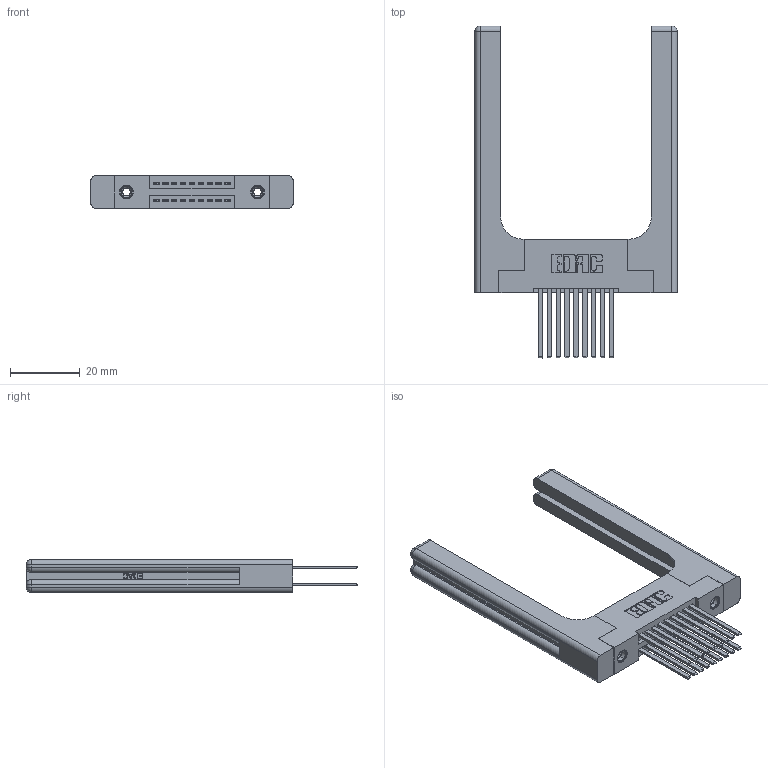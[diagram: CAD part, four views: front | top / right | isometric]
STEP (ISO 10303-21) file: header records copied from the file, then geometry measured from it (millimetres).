
FILE_DESCRIPTION (( 'STEP AP203' ), '1' );
FILE_NAME ('345-018-544-258.STEP', '2019-10-27T06:32:53', ( '' ), ( '' ), 'SwSTEP 2.0', 'SolidWorks 2016', '' );
FILE_SCHEMA (( 'CONFIG_CONTROL_DESIGN' ));
Length unit declared in the file: inch
Products named in the file (5): 345-250-001_345-250-001-102; 345 Part_Flush Mounting Lugs - 0.156 Dia-TH; 345-292-001_345-293-144; 345-220-058_345-220-058; 345-018-544-258
Assembly tree (23 placements, depth 2):
  345-018-544-258
    345 Part_Flush Mounting Lugs - 0.156 Dia-TH
    345-292-001_345-293-144  x18
    345-250-001_345-250-001-102  x2
    345-220-058_345-220-058  x2
Bounding box: 57.89 x 94.92 x 9.4 mm (x, y, z)
Volume: 14044.3 mm3; surface area: 13391.4 mm2
Topology: 23 solids, 23 shells, 1174 faces, 3365 edges, 2198 vertices
Faces by surface type: plane 750, cylinder 364, bspline 36, cone 12, sphere 8, torus 4
Entity records: 16502 total; most frequent: CARTESIAN_POINT 3789, ORIENTED_EDGE 2520, DIRECTION 2312, EDGE_CURVE 1260, LINE 1004, VECTOR 1004, VERTEX_POINT 830, AXIS2_PLACEMENT_3D 654
